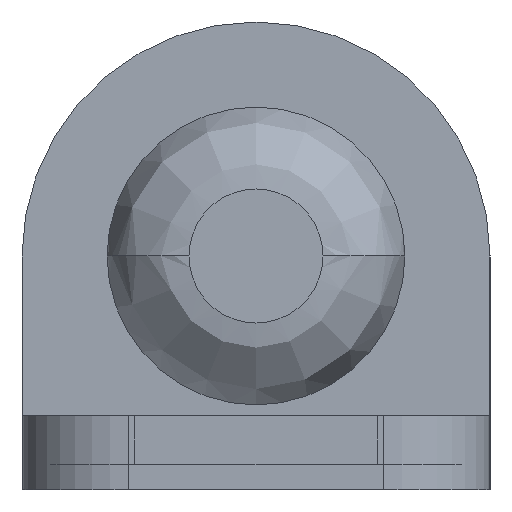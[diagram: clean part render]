
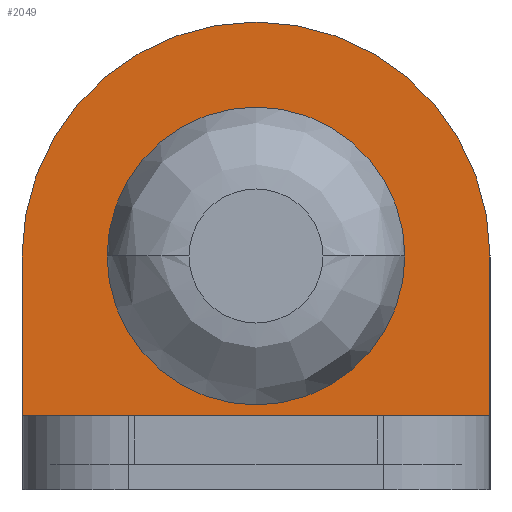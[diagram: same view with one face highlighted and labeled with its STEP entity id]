
A CAD part, left-side view. The second image highlights one B-rep face of the part: STEP entity #2049.
In plain terms, the highlighted planar face has unit normal (-1, 0, 0).
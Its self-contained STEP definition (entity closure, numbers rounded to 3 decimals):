
#1354=CARTESIAN_POINT('POINT75',(26.,-20.8,
   7.));
#1355=VERTEX_POINT('VERTEX75',#1354);
#1362=CARTESIAN_POINT('POINT76',(26.,-20.8,
   2.4));
#1363=VERTEX_POINT('VERTEX76',#1362);
#1364=CARTESIAN_POINT('POS139',(26.,-20.8,
   2.4));
#1365=DIRECTION('DIR212',(0.,0.,
   1.));
#1366=VECTOR('VEC66',#1365,1.);
#1367=LINE('STRAIGHT66',#1364,#1366);
#1368=EDGE_CURVE('EDGE110',#1363,#1355,#1367,.T.);
#1463=CARTESIAN_POINT('POINT85',(26.,20.8,
   2.4));
#1464=VERTEX_POINT('VERTEX85',#1463);
#1475=CARTESIAN_POINT('POS151',(26.,-20.8,
   2.4));
#1476=DIRECTION('DIR229',(0.,1.,0.));
#1477=VECTOR('VEC73',#1476,1.);
#1478=LINE('STRAIGHT73',#1475,#1477);
#1479=EDGE_CURVE('EDGE121',#1363,#1464,#1478,.T.);
#1489=CARTESIAN_POINT('POINT86',(26.,20.8,7.));
#1490=VERTEX_POINT('VERTEX86',#1489);
#1499=CARTESIAN_POINT('POS154',(26.,20.8,2.4
   ));
#1500=DIRECTION('DIR233',(0.,0.,
   1.));
#1501=VECTOR('VEC75',#1500,1.);
#1502=LINE('STRAIGHT75',#1499,#1501);
#1503=EDGE_CURVE('EDGE123',#1464,#1490,#1502,.T.);
#1513=CARTESIAN_POINT('POINT87',(26.,-14.,22.));
#1514=VERTEX_POINT('VERTEX87',#1513);
#1521=CARTESIAN_POINT('POINT88',(26.,14.,22.));
#1522=VERTEX_POINT('VERTEX88',#1521);
#1523=CARTESIAN_POINT('POS157',(26.,0.,22.)
   );
#1524=DIRECTION('DIR237',(1.,0.,0.));
#1525=DIRECTION('DIR238',(0.,-1.,0.));
#1526=AXIS2_PLACEMENT_3D('AXIS81',#1523,#1524,#1525);
#1527=CIRCLE('ELLIPSE43',#1526,14.);
#1528=EDGE_CURVE('EDGE125',#1522,#1514,#1527,.T.);
#1548=EDGE_CURVE('EDGE127',#1514,#1522,#1527,.T.);
#1971=CARTESIAN_POINT('POINT109',(26.,22.,7.));
#1972=VERTEX_POINT('VERTEX109',#1971);
#1973=CARTESIAN_POINT('POS209',(26.,0.,7.)
   );
#1974=DIRECTION('DIR315',(0.,-1.,0.));
#1975=VECTOR('VEC103',#1974,25.4);
#1976=LINE('STRAIGHT103',#1973,#1975);
#1977=EDGE_CURVE('EDGE162',#1972,#1490,#1976,.T.);
#1988=CARTESIAN_POINT('POINT110',(26.,-22.,
   7.));
#1989=VERTEX_POINT('VERTEX110',#1988);
#1996=EDGE_CURVE('EDGE165',#1355,#1989,#1976,.T.);
#2010=ORIENTED_EDGE('COEDGE305',*,*,#1548,.T.);
#2011=ORIENTED_EDGE('COEDGE306',*,*,#1528,.T.);
#2012=EDGE_LOOP('NONE',(#2010,#2011));
#2013=FACE_BOUND('LOOP1',#2012,.T.);
#2014=ORIENTED_EDGE('COEDGE307',*,*,#1996,.T.);
#2015=CARTESIAN_POINT('POINT111',(26.,-22.,22.));
#2016=VERTEX_POINT('VERTEX111',#2015);
#2017=CARTESIAN_POINT('POS213',(26.,-22.,0.));
#2018=DIRECTION('DIR320',(0.,0.,-1.));
#2019=VECTOR('VEC106',#2018,1.);
#2020=LINE('STRAIGHT106',#2017,#2019);
#2021=EDGE_CURVE('EDGE166',#2016,#1989,#2020,.T.);
#2022=ORIENTED_EDGE('COEDGE308',*,*,#2021,.F.);
#2023=CARTESIAN_POINT('POINT112',(26.,22.,22.));
#2024=VERTEX_POINT('VERTEX112',#2023);
#2025=CARTESIAN_POINT('POS214',(26.,0.,22.)
   );
#2026=DIRECTION('DIR321',(1.,0.,0.));
#2027=DIRECTION('DIR322',(0.,-1.,0.));
#2028=AXIS2_PLACEMENT_3D('AXIS108',#2025,#2026,#2027);
#2029=CIRCLE('ELLIPSE53',#2028,22.);
#2030=EDGE_CURVE('EDGE167',#2024,#2016,#2029,.T.);
#2031=ORIENTED_EDGE('COEDGE309',*,*,#2030,.F.);
#2032=CARTESIAN_POINT('POS215',(26.,22.,22.));
#2033=DIRECTION('DIR323',(0.,0.,1.));
#2034=VECTOR('VEC107',#2033,1.);
#2035=LINE('STRAIGHT107',#2032,#2034);
#2036=EDGE_CURVE('EDGE168',#1972,#2024,#2035,.T.);
#2037=ORIENTED_EDGE('COEDGE310',*,*,#2036,.F.);
#2038=ORIENTED_EDGE('COEDGE311',*,*,#1977,.T.);
#2039=ORIENTED_EDGE('COEDGE312',*,*,#1503,.F.);
#2040=ORIENTED_EDGE('COEDGE313',*,*,#1479,.F.);
#2041=ORIENTED_EDGE('COEDGE314',*,*,#1368,.T.);
#2042=EDGE_LOOP('NONE',(#2014,#2022,#2031,#2037,#2038,#2039,#2040,#2041)
   );
#2043=FACE_BOUND('LOOP1',#2042,.T.);
#2044=CARTESIAN_POINT('POS216',(26.,0.,
   18.788));
#2045=DIRECTION('DIR324',(-1.,0.,0.));
#2046=DIRECTION('DIR325',(0.,1.,0.));
#2047=AXIS2_PLACEMENT_3D('AXIS109',#2044,#2045,#2046);
#2048=PLANE('PLANE33',#2047);
#2049=ADVANCED_FACE('FACE62',(#2013,#2043),#2048,.T.);
